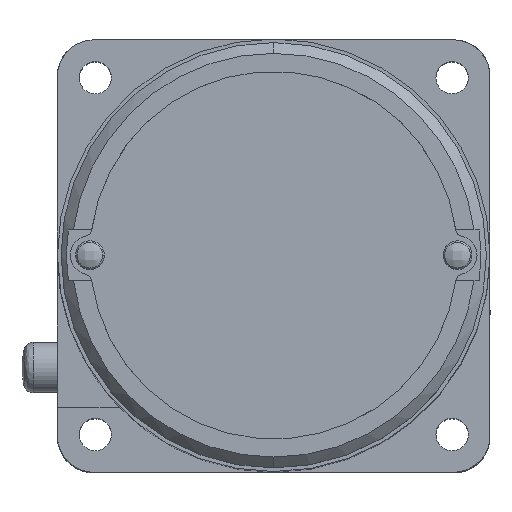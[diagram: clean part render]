
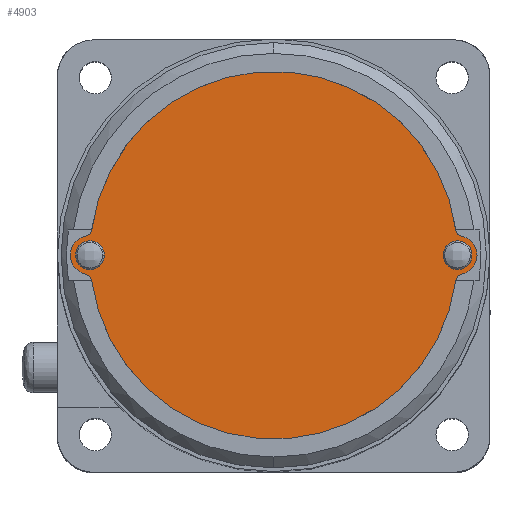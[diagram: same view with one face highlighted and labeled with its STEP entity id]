
A CAD part, top view. The second image highlights one B-rep face of the part: STEP entity #4903.
In plain terms, the highlighted planar face has unit normal (0, 0, 1).
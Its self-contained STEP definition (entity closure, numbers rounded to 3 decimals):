
#81 = CARTESIAN_POINT ( 'NONE',  ( 25.5, 0., 75.1 ) ) ;
#86 = CIRCLE ( 'NONE', #573, 1. ) ;
#128 = DIRECTION ( 'NONE',  ( 0., 0., -1. ) ) ;
#165 = CARTESIAN_POINT ( 'NONE',  ( 25.261, 3.486, 75.1 ) ) ;
#235 = AXIS2_PLACEMENT_3D ( 'NONE', #2815, #6362, #3321 ) ;
#238 = CARTESIAN_POINT ( 'NONE',  ( -26.048, 2.644, 75.1 ) ) ;
#240 = DIRECTION ( 'NONE',  ( -1., 0., 0. ) ) ;
#304 = VERTEX_POINT ( 'NONE', #3007 ) ;
#344 = AXIS2_PLACEMENT_3D ( 'NONE', #863, #4437, #1356 ) ;
#349 = VERTEX_POINT ( 'NONE', #2357 ) ;
#389 = CIRCLE ( 'NONE', #235, 2. ) ;
#461 = DIRECTION ( 'NONE',  ( 0., 0., -1. ) ) ;
#573 = AXIS2_PLACEMENT_3D ( 'NONE', #2807, #6354, #3314 ) ;
#591 = DIRECTION ( 'NONE',  ( 1., 0., 0. ) ) ;
#679 = CIRCLE ( 'NONE', #5353, 2. ) ;
#711 = DIRECTION ( 'NONE',  ( 0., 0., -1. ) ) ;
#731 = CARTESIAN_POINT ( 'NONE',  ( -26.251, 3.623, 75.1 ) ) ;
#863 = CARTESIAN_POINT ( 'NONE',  ( -25.5, 0., 75.1 ) ) ;
#1079 = CARTESIAN_POINT ( 'NONE',  ( 26.251, 3.623, 75.1 ) ) ;
#1115 = VERTEX_POINT ( 'NONE', #238 ) ;
#1147 = DIRECTION ( 'NONE',  ( 0., 0., 1. ) ) ;
#1218 = ORIENTED_EDGE ( 'NONE', *, *, #2744, .F. ) ;
#1296 = VERTEX_POINT ( 'NONE', #5660 ) ;
#1356 = DIRECTION ( 'NONE',  ( 1., 0., 0. ) ) ;
#1357 = DIRECTION ( 'NONE',  ( 0., 0., -1. ) ) ;
#1549 = CIRCLE ( 'NONE', #3626, 2.7 ) ;
#1550 = AXIS2_PLACEMENT_3D ( 'NONE', #1807, #5385, #2287 ) ;
#1584 = DIRECTION ( 'NONE',  ( 1., 0., 0. ) ) ;
#1635 = EDGE_CURVE ( 'NONE', #349, #3507, #4771, .T. ) ;
#1677 = ORIENTED_EDGE ( 'NONE', *, *, #5453, .F. ) ;
#1722 = AXIS2_PLACEMENT_3D ( 'NONE', #2126, #5701, #2634 ) ;
#1746 = EDGE_LOOP ( 'NONE', ( #4328, #4830, #4501, #5456, #1218, #1773, #1677, #6429, #5910 ) ) ;
#1773 = ORIENTED_EDGE ( 'NONE', *, *, #6022, .T. ) ;
#1807 = CARTESIAN_POINT ( 'NONE',  ( 0., 0., 75.1 ) ) ;
#1886 = AXIS2_PLACEMENT_3D ( 'NONE', #4104, #4571, #4622 ) ;
#1923 = ORIENTED_EDGE ( 'NONE', *, *, #2853, .F. ) ;
#1967 = CARTESIAN_POINT ( 'NONE',  ( 28.2, 0., 75.1 ) ) ;
#2054 = EDGE_CURVE ( 'NONE', #6316, #1115, #2816, .T. ) ;
#2126 = CARTESIAN_POINT ( 'NONE',  ( -26.251, -3.623, 75.1 ) ) ;
#2287 = DIRECTION ( 'NONE',  ( 1., 0., 0. ) ) ;
#2311 = PLANE ( 'NONE',  #3639 ) ;
#2322 = CIRCLE ( 'NONE', #4331, 2. ) ;
#2331 = DIRECTION ( 'NONE',  ( 0., 0., -1. ) ) ;
#2357 = CARTESIAN_POINT ( 'NONE',  ( 26.048, 2.644, 75.1 ) ) ;
#2375 = CARTESIAN_POINT ( 'NONE',  ( -25.261, -3.486, 75.1 ) ) ;
#2513 = CIRCLE ( 'NONE', #1722, 1. ) ;
#2590 = AXIS2_PLACEMENT_3D ( 'NONE', #4439, #1357, #4950 ) ;
#2634 = DIRECTION ( 'NONE',  ( 1., 0., 0. ) ) ;
#2648 = AXIS2_PLACEMENT_3D ( 'NONE', #731, #711, #240 ) ;
#2655 = VERTEX_POINT ( 'NONE', #2375 ) ;
#2744 = EDGE_CURVE ( 'NONE', #5894, #1115, #1549, .T. ) ;
#2807 = CARTESIAN_POINT ( 'NONE',  ( 26.251, -3.623, 75.1 ) ) ;
#2815 = CARTESIAN_POINT ( 'NONE',  ( -25.5, 0., 75.1 ) ) ;
#2816 = CIRCLE ( 'NONE', #2648, 1. ) ;
#2853 = EDGE_CURVE ( 'NONE', #5131, #4822, #2322, .T. ) ;
#3007 = CARTESIAN_POINT ( 'NONE',  ( -27.5, 0., 75.1 ) ) ;
#3009 = CIRCLE ( 'NONE', #4395, 1. ) ;
#3049 = ORIENTED_EDGE ( 'NONE', *, *, #3083, .F. ) ;
#3083 = EDGE_CURVE ( 'NONE', #4822, #5131, #679, .T. ) ;
#3159 = CARTESIAN_POINT ( 'NONE',  ( 25.5, 0., 75.1 ) ) ;
#3218 = VERTEX_POINT ( 'NONE', #165 ) ;
#3314 = DIRECTION ( 'NONE',  ( -1., 0., 0. ) ) ;
#3321 = DIRECTION ( 'NONE',  ( 1., 0., 0. ) ) ;
#3487 = CARTESIAN_POINT ( 'NONE',  ( -25.5, 0., 75.1 ) ) ;
#3507 = VERTEX_POINT ( 'NONE', #1967 ) ;
#3626 = AXIS2_PLACEMENT_3D ( 'NONE', #3487, #461, #4025 ) ;
#3634 = DIRECTION ( 'NONE',  ( 0., 0., 1. ) ) ;
#3639 = AXIS2_PLACEMENT_3D ( 'NONE', #5420, #2331, #5899 ) ;
#3680 = DIRECTION ( 'NONE',  ( 1., 0., 0. ) ) ;
#3787 = CARTESIAN_POINT ( 'NONE',  ( 27.5, 0., 75.1 ) ) ;
#3858 = EDGE_LOOP ( 'NONE', ( #3049, #1923 ) ) ;
#4025 = DIRECTION ( 'NONE',  ( 1., 0., 0. ) ) ;
#4104 = CARTESIAN_POINT ( 'NONE',  ( 25.5, 0., 75.1 ) ) ;
#4107 = CARTESIAN_POINT ( 'NONE',  ( 23.5, 0., 75.1 ) ) ;
#4225 = CARTESIAN_POINT ( 'NONE',  ( 25.5, 0., 75.1 ) ) ;
#4315 = EDGE_CURVE ( 'NONE', #3507, #4801, #5145, .T. ) ;
#4321 = CARTESIAN_POINT ( 'NONE',  ( 26.048, -2.644, 75.1 ) ) ;
#4328 = ORIENTED_EDGE ( 'NONE', *, *, #1635, .F. ) ;
#4331 = AXIS2_PLACEMENT_3D ( 'NONE', #4225, #1147, #4740 ) ;
#4395 = AXIS2_PLACEMENT_3D ( 'NONE', #1079, #4670, #1584 ) ;
#4412 = CARTESIAN_POINT ( 'NONE',  ( -25.261, 3.486, 75.1 ) ) ;
#4437 = DIRECTION ( 'NONE',  ( 0., 0., 1. ) ) ;
#4439 = CARTESIAN_POINT ( 'NONE',  ( 0., 0., 75.1 ) ) ;
#4501 = ORIENTED_EDGE ( 'NONE', *, *, #6310, .F. ) ;
#4533 = EDGE_CURVE ( 'NONE', #6510, #304, #6158, .T. ) ;
#4571 = DIRECTION ( 'NONE',  ( 0., 0., -1. ) ) ;
#4622 = DIRECTION ( 'NONE',  ( 1., 0., 0. ) ) ;
#4670 = DIRECTION ( 'NONE',  ( 0., 0., 1. ) ) ;
#4736 = AXIS2_PLACEMENT_3D ( 'NONE', #3159, #128, #3680 ) ;
#4740 = DIRECTION ( 'NONE',  ( 1., 0., 0. ) ) ;
#4771 = CIRCLE ( 'NONE', #1886, 2.7 ) ;
#4782 = CIRCLE ( 'NONE', #1550, 25.5 ) ;
#4801 = VERTEX_POINT ( 'NONE', #4321 ) ;
#4806 = EDGE_LOOP ( 'NONE', ( #5072, #5010 ) ) ;
#4822 = VERTEX_POINT ( 'NONE', #3787 ) ;
#4830 = ORIENTED_EDGE ( 'NONE', *, *, #5953, .F. ) ;
#4855 = EDGE_CURVE ( 'NONE', #4801, #1296, #86, .T. ) ;
#4903 = ADVANCED_FACE ( 'NONE', ( #6535, #6152, #5845 ), #2311, .F. ) ;
#4950 = DIRECTION ( 'NONE',  ( 1., 0., 0. ) ) ;
#5010 = ORIENTED_EDGE ( 'NONE', *, *, #6267, .F. ) ;
#5072 = ORIENTED_EDGE ( 'NONE', *, *, #4533, .F. ) ;
#5131 = VERTEX_POINT ( 'NONE', #4107 ) ;
#5139 = CARTESIAN_POINT ( 'NONE',  ( -23.5, 0., 75.1 ) ) ;
#5145 = CIRCLE ( 'NONE', #4736, 2.7 ) ;
#5194 = CIRCLE ( 'NONE', #2590, 25.5 ) ;
#5353 = AXIS2_PLACEMENT_3D ( 'NONE', #81, #3634, #591 ) ;
#5385 = DIRECTION ( 'NONE',  ( 0., 0., -1. ) ) ;
#5420 = CARTESIAN_POINT ( 'NONE',  ( 0., 25.5, 75.1 ) ) ;
#5453 = EDGE_CURVE ( 'NONE', #1296, #2655, #4782, .T. ) ;
#5456 = ORIENTED_EDGE ( 'NONE', *, *, #2054, .T. ) ;
#5660 = CARTESIAN_POINT ( 'NONE',  ( 25.261, -3.486, 75.1 ) ) ;
#5701 = DIRECTION ( 'NONE',  ( 0., 0., -1. ) ) ;
#5845 = FACE_BOUND ( 'NONE', #4806, .T. ) ;
#5894 = VERTEX_POINT ( 'NONE', #6250 ) ;
#5899 = DIRECTION ( 'NONE',  ( -1., 0., 0. ) ) ;
#5910 = ORIENTED_EDGE ( 'NONE', *, *, #4315, .F. ) ;
#5953 = EDGE_CURVE ( 'NONE', #3218, #349, #3009, .T. ) ;
#6022 = EDGE_CURVE ( 'NONE', #5894, #2655, #2513, .T. ) ;
#6152 = FACE_OUTER_BOUND ( 'NONE', #1746, .T. ) ;
#6158 = CIRCLE ( 'NONE', #344, 2. ) ;
#6250 = CARTESIAN_POINT ( 'NONE',  ( -26.048, -2.644, 75.1 ) ) ;
#6267 = EDGE_CURVE ( 'NONE', #304, #6510, #389, .T. ) ;
#6310 = EDGE_CURVE ( 'NONE', #6316, #3218, #5194, .T. ) ;
#6316 = VERTEX_POINT ( 'NONE', #4412 ) ;
#6354 = DIRECTION ( 'NONE',  ( 0., 0., 1. ) ) ;
#6362 = DIRECTION ( 'NONE',  ( 0., 0., 1. ) ) ;
#6429 = ORIENTED_EDGE ( 'NONE', *, *, #4855, .F. ) ;
#6510 = VERTEX_POINT ( 'NONE', #5139 ) ;
#6535 = FACE_BOUND ( 'NONE', #3858, .T. ) ;
